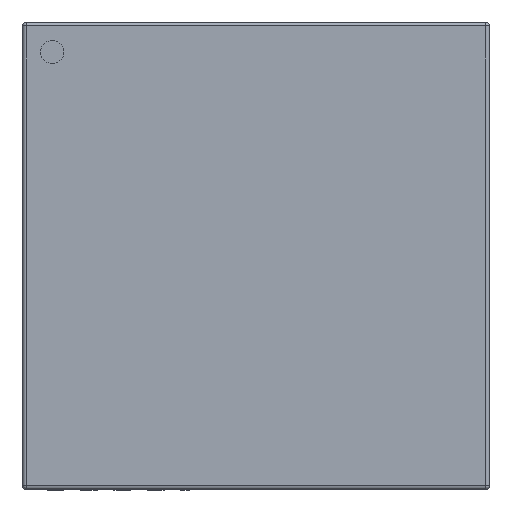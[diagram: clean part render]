
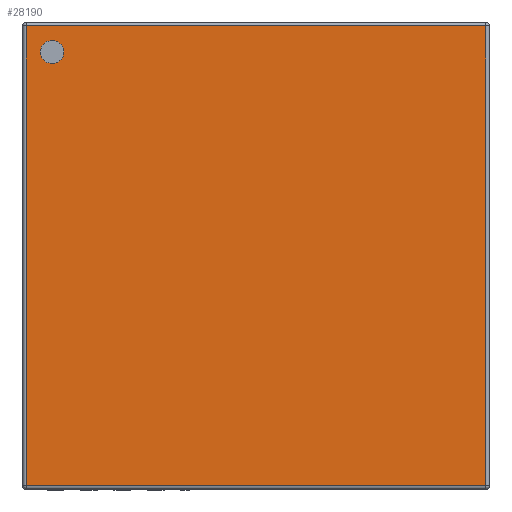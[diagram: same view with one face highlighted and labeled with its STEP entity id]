
A CAD part, top view. The second image highlights one B-rep face of the part: STEP entity #28190.
In plain terms, the highlighted planar face has unit normal (0, 0, 1).
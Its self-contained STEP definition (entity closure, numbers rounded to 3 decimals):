
#7493 = CYLINDRICAL_SURFACE('',#7494,0.05);
#7494 = AXIS2_PLACEMENT_3D('',#7495,#7496,#7497);
#7495 = CARTESIAN_POINT('',(-3.44,-3.44,0.83));
#7496 = DIRECTION('',(0.,1.,0.));
#7497 = DIRECTION('',(-1.,0.,0.));
#24086 = VERTEX_POINT('',#24087);
#24087 = CARTESIAN_POINT('',(-3.44,-3.44,0.88));
#24107 = EDGE_CURVE('',#24086,#24108,#24110,.T.);
#24108 = VERTEX_POINT('',#24109);
#24109 = CARTESIAN_POINT('',(-3.44,3.44,0.88));
#24110 = SURFACE_CURVE('',#24111,(#24115,#24122),.PCURVE_S1.);
#24111 = LINE('',#24112,#24113);
#24112 = CARTESIAN_POINT('',(-3.44,-3.44,0.88));
#24113 = VECTOR('',#24114,1.);
#24114 = DIRECTION('',(0.,1.,0.));
#24115 = PCURVE('',#7493,#24116);
#24116 = DEFINITIONAL_REPRESENTATION('',(#24117),#24121);
#24117 = LINE('',#24118,#24119);
#24118 = CARTESIAN_POINT('',(1.571,0.));
#24119 = VECTOR('',#24120,1.);
#24120 = DIRECTION('',(0.,1.));
#24121 = ( GEOMETRIC_REPRESENTATION_CONTEXT(2) 
PARAMETRIC_REPRESENTATION_CONTEXT() REPRESENTATION_CONTEXT('2D SPACE',''
  ) );
#24122 = PCURVE('',#24123,#24128);
#24123 = PLANE('',#24124);
#24124 = AXIS2_PLACEMENT_3D('',#24125,#24126,#24127);
#24125 = CARTESIAN_POINT('',(-3.49,-3.49,0.88));
#24126 = DIRECTION('',(0.,0.,1.));
#24127 = DIRECTION('',(1.,0.,0.));
#24128 = DEFINITIONAL_REPRESENTATION('',(#24129),#24133);
#24129 = LINE('',#24130,#24131);
#24130 = CARTESIAN_POINT('',(0.05,0.05));
#24131 = VECTOR('',#24132,1.);
#24132 = DIRECTION('',(0.,1.));
#24133 = ( GEOMETRIC_REPRESENTATION_CONTEXT(2) 
PARAMETRIC_REPRESENTATION_CONTEXT() REPRESENTATION_CONTEXT('2D SPACE',''
  ) );
#24613 = CYLINDRICAL_SURFACE('',#24614,0.05);
#24614 = AXIS2_PLACEMENT_3D('',#24615,#24616,#24617);
#24615 = CARTESIAN_POINT('',(-3.49,-3.44,0.83));
#24616 = DIRECTION('',(1.,0.,0.));
#24617 = DIRECTION('',(0.,-1.,0.));
#26308 = CYLINDRICAL_SURFACE('',#26309,0.05);
#26309 = AXIS2_PLACEMENT_3D('',#26310,#26311,#26312);
#26310 = CARTESIAN_POINT('',(3.44,-3.44,0.83));
#26311 = DIRECTION('',(0.,1.,0.));
#26312 = DIRECTION('',(0.,0.,1.));
#26503 = CYLINDRICAL_SURFACE('',#26504,0.05);
#26504 = AXIS2_PLACEMENT_3D('',#26505,#26506,#26507);
#26505 = CARTESIAN_POINT('',(-3.49,3.44,0.83));
#26506 = DIRECTION('',(1.,0.,0.));
#26507 = DIRECTION('',(0.,1.,0.));
#28190 = ADVANCED_FACE('',(#28191,#28261),#24123,.T.);
#28191 = FACE_BOUND('',#28192,.T.);
#28192 = EDGE_LOOP('',(#28193,#28216,#28239,#28260));
#28193 = ORIENTED_EDGE('',*,*,#28194,.T.);
#28194 = EDGE_CURVE('',#24086,#28195,#28197,.T.);
#28195 = VERTEX_POINT('',#28196);
#28196 = CARTESIAN_POINT('',(3.44,-3.44,0.88));
#28197 = SURFACE_CURVE('',#28198,(#28202,#28209),.PCURVE_S1.);
#28198 = LINE('',#28199,#28200);
#28199 = CARTESIAN_POINT('',(-3.49,-3.44,0.88));
#28200 = VECTOR('',#28201,1.);
#28201 = DIRECTION('',(1.,0.,0.));
#28202 = PCURVE('',#24123,#28203);
#28203 = DEFINITIONAL_REPRESENTATION('',(#28204),#28208);
#28204 = LINE('',#28205,#28206);
#28205 = CARTESIAN_POINT('',(0.,0.05));
#28206 = VECTOR('',#28207,1.);
#28207 = DIRECTION('',(1.,0.));
#28208 = ( GEOMETRIC_REPRESENTATION_CONTEXT(2) 
PARAMETRIC_REPRESENTATION_CONTEXT() REPRESENTATION_CONTEXT('2D SPACE',''
  ) );
#28209 = PCURVE('',#24613,#28210);
#28210 = DEFINITIONAL_REPRESENTATION('',(#28211),#28215);
#28211 = LINE('',#28212,#28213);
#28212 = CARTESIAN_POINT('',(-1.571,0.));
#28213 = VECTOR('',#28214,1.);
#28214 = DIRECTION('',(-0.,1.));
#28215 = ( GEOMETRIC_REPRESENTATION_CONTEXT(2) 
PARAMETRIC_REPRESENTATION_CONTEXT() REPRESENTATION_CONTEXT('2D SPACE',''
  ) );
#28216 = ORIENTED_EDGE('',*,*,#28217,.T.);
#28217 = EDGE_CURVE('',#28195,#28218,#28220,.T.);
#28218 = VERTEX_POINT('',#28219);
#28219 = CARTESIAN_POINT('',(3.44,3.44,0.88));
#28220 = SURFACE_CURVE('',#28221,(#28225,#28232),.PCURVE_S1.);
#28221 = LINE('',#28222,#28223);
#28222 = CARTESIAN_POINT('',(3.44,-3.44,0.88));
#28223 = VECTOR('',#28224,1.);
#28224 = DIRECTION('',(0.,1.,0.));
#28225 = PCURVE('',#24123,#28226);
#28226 = DEFINITIONAL_REPRESENTATION('',(#28227),#28231);
#28227 = LINE('',#28228,#28229);
#28228 = CARTESIAN_POINT('',(6.93,0.05));
#28229 = VECTOR('',#28230,1.);
#28230 = DIRECTION('',(0.,1.));
#28231 = ( GEOMETRIC_REPRESENTATION_CONTEXT(2) 
PARAMETRIC_REPRESENTATION_CONTEXT() REPRESENTATION_CONTEXT('2D SPACE',''
  ) );
#28232 = PCURVE('',#26308,#28233);
#28233 = DEFINITIONAL_REPRESENTATION('',(#28234),#28238);
#28234 = LINE('',#28235,#28236);
#28235 = CARTESIAN_POINT('',(0.,0.));
#28236 = VECTOR('',#28237,1.);
#28237 = DIRECTION('',(0.,1.));
#28238 = ( GEOMETRIC_REPRESENTATION_CONTEXT(2) 
PARAMETRIC_REPRESENTATION_CONTEXT() REPRESENTATION_CONTEXT('2D SPACE',''
  ) );
#28239 = ORIENTED_EDGE('',*,*,#28240,.F.);
#28240 = EDGE_CURVE('',#24108,#28218,#28241,.T.);
#28241 = SURFACE_CURVE('',#28242,(#28246,#28253),.PCURVE_S1.);
#28242 = LINE('',#28243,#28244);
#28243 = CARTESIAN_POINT('',(-3.49,3.44,0.88));
#28244 = VECTOR('',#28245,1.);
#28245 = DIRECTION('',(1.,0.,0.));
#28246 = PCURVE('',#24123,#28247);
#28247 = DEFINITIONAL_REPRESENTATION('',(#28248),#28252);
#28248 = LINE('',#28249,#28250);
#28249 = CARTESIAN_POINT('',(0.,6.93));
#28250 = VECTOR('',#28251,1.);
#28251 = DIRECTION('',(1.,0.));
#28252 = ( GEOMETRIC_REPRESENTATION_CONTEXT(2) 
PARAMETRIC_REPRESENTATION_CONTEXT() REPRESENTATION_CONTEXT('2D SPACE',''
  ) );
#28253 = PCURVE('',#26503,#28254);
#28254 = DEFINITIONAL_REPRESENTATION('',(#28255),#28259);
#28255 = LINE('',#28256,#28257);
#28256 = CARTESIAN_POINT('',(1.571,0.));
#28257 = VECTOR('',#28258,1.);
#28258 = DIRECTION('',(0.,1.));
#28259 = ( GEOMETRIC_REPRESENTATION_CONTEXT(2) 
PARAMETRIC_REPRESENTATION_CONTEXT() REPRESENTATION_CONTEXT('2D SPACE',''
  ) );
#28260 = ORIENTED_EDGE('',*,*,#24107,.F.);
#28261 = FACE_BOUND('',#28262,.T.);
#28262 = EDGE_LOOP('',(#28263));
#28263 = ORIENTED_EDGE('',*,*,#28264,.F.);
#28264 = EDGE_CURVE('',#28265,#28265,#28267,.T.);
#28265 = VERTEX_POINT('',#28266);
#28266 = CARTESIAN_POINT('',(-2.875,-3.05,0.88));
#28267 = SURFACE_CURVE('',#28268,(#28273,#28280),.PCURVE_S1.);
#28268 = CIRCLE('',#28269,0.175);
#28269 = AXIS2_PLACEMENT_3D('',#28270,#28271,#28272);
#28270 = CARTESIAN_POINT('',(-3.05,-3.05,0.88));
#28271 = DIRECTION('',(0.,0.,1.));
#28272 = DIRECTION('',(1.,0.,0.));
#28273 = PCURVE('',#24123,#28274);
#28274 = DEFINITIONAL_REPRESENTATION('',(#28275),#28279);
#28275 = CIRCLE('',#28276,0.175);
#28276 = AXIS2_PLACEMENT_2D('',#28277,#28278);
#28277 = CARTESIAN_POINT('',(0.44,0.44));
#28278 = DIRECTION('',(1.,0.));
#28279 = ( GEOMETRIC_REPRESENTATION_CONTEXT(2) 
PARAMETRIC_REPRESENTATION_CONTEXT() REPRESENTATION_CONTEXT('2D SPACE',''
  ) );
#28280 = PCURVE('',#28281,#28286);
#28281 = CYLINDRICAL_SURFACE('',#28282,0.175);
#28282 = AXIS2_PLACEMENT_3D('',#28283,#28284,#28285);
#28283 = CARTESIAN_POINT('',(-3.05,-3.05,0.88));
#28284 = DIRECTION('',(-0.,-0.,-1.));
#28285 = DIRECTION('',(1.,0.,0.));
#28286 = DEFINITIONAL_REPRESENTATION('',(#28287),#28291);
#28287 = LINE('',#28288,#28289);
#28288 = CARTESIAN_POINT('',(-0.,0.));
#28289 = VECTOR('',#28290,1.);
#28290 = DIRECTION('',(-1.,0.));
#28291 = ( GEOMETRIC_REPRESENTATION_CONTEXT(2) 
PARAMETRIC_REPRESENTATION_CONTEXT() REPRESENTATION_CONTEXT('2D SPACE',''
  ) );
